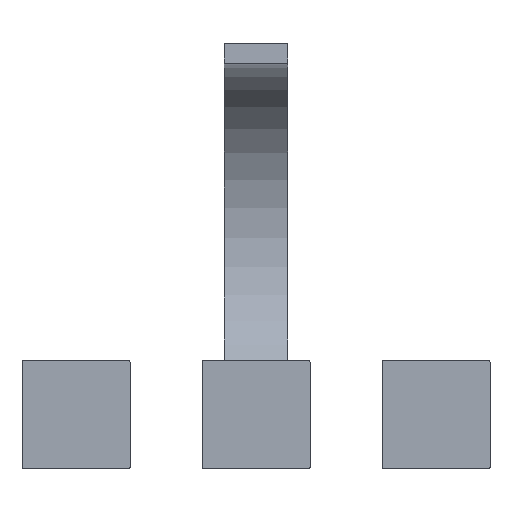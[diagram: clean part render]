
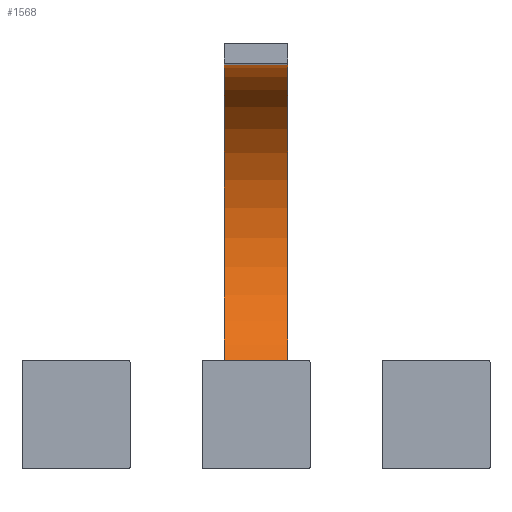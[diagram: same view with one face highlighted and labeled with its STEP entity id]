
A CAD part, front view. The second image highlights one B-rep face of the part: STEP entity #1568.
In plain terms, the highlighted cylindrical face has radius 94.5 mm (diameter 189 mm), a partial arc.
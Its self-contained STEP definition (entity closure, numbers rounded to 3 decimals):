
#43 = CYLINDRICAL_SURFACE ( 'NONE', #690, 94.5 ) ;
#69 = FACE_OUTER_BOUND ( 'NONE', #2373, .T. ) ;
#99 = VERTEX_POINT ( 'NONE', #818 ) ;
#269 = ORIENTED_EDGE ( 'NONE', *, *, #2514, .F. ) ;
#336 = CARTESIAN_POINT ( 'NONE',  ( -17.5, 210.798, 194.442 ) ) ;
#419 = AXIS2_PLACEMENT_3D ( 'NONE', #2639, #2592, #2607 ) ;
#622 = DIRECTION ( 'NONE',  ( 1., 0., 0. ) ) ;
#638 = CARTESIAN_POINT ( 'NONE',  ( -17.5, 210.798, 194.442 ) ) ;
#645 = VERTEX_POINT ( 'NONE', #2568 ) ;
#690 = AXIS2_PLACEMENT_3D ( 'NONE', #2219, #1018, #2030 ) ;
#766 = CIRCLE ( 'NONE', #2226, 94.5 ) ;
#818 = CARTESIAN_POINT ( 'NONE',  ( 17.5, 210.798, 194.442 ) ) ;
#836 = DIRECTION ( 'NONE',  ( 1., 0., 0. ) ) ;
#839 = DIRECTION ( 'NONE',  ( 0., 0., -1. ) ) ;
#848 = ORIENTED_EDGE ( 'NONE', *, *, #2174, .T. ) ;
#898 = CARTESIAN_POINT ( 'NONE',  ( -17.5, 207.5, 100. ) ) ;
#952 = VERTEX_POINT ( 'NONE', #638 ) ;
#1018 = DIRECTION ( 'NONE',  ( 1., 0., 0. ) ) ;
#1035 = CARTESIAN_POINT ( 'NONE',  ( -17.5, 207.5, 5.5 ) ) ;
#1045 = CIRCLE ( 'NONE', #419, 94.5 ) ;
#1120 = CARTESIAN_POINT ( 'NONE',  ( -17.5, 207.5, 5.5 ) ) ;
#1150 = ORIENTED_EDGE ( 'NONE', *, *, #2312, .T. ) ;
#1239 = DIRECTION ( 'NONE',  ( 1., 0., 0. ) ) ;
#1318 = VECTOR ( 'NONE', #1239, 1000. ) ;
#1376 = LINE ( 'NONE', #1120, #1318 ) ;
#1568 = ADVANCED_FACE ( 'NONE', ( #69 ), #43, .F. ) ;
#1598 = ORIENTED_EDGE ( 'NONE', *, *, #1656, .F. ) ;
#1656 = EDGE_CURVE ( 'NONE', #952, #99, #2673, .T. ) ;
#2030 = DIRECTION ( 'NONE',  ( 0., 0., -1. ) ) ;
#2174 = EDGE_CURVE ( 'NONE', #2531, #645, #1376, .T. ) ;
#2219 = CARTESIAN_POINT ( 'NONE',  ( 0., 207.5, 100. ) ) ;
#2226 = AXIS2_PLACEMENT_3D ( 'NONE', #898, #836, #839 ) ;
#2312 = EDGE_CURVE ( 'NONE', #645, #99, #1045, .T. ) ;
#2373 = EDGE_LOOP ( 'NONE', ( #848, #1150, #1598, #269 ) ) ;
#2514 = EDGE_CURVE ( 'NONE', #2531, #952, #766, .T. ) ;
#2531 = VERTEX_POINT ( 'NONE', #1035 ) ;
#2568 = CARTESIAN_POINT ( 'NONE',  ( 17.5, 207.5, 5.5 ) ) ;
#2592 = DIRECTION ( 'NONE',  ( 1., 0., 0. ) ) ;
#2607 = DIRECTION ( 'NONE',  ( 0., 0., -1. ) ) ;
#2639 = CARTESIAN_POINT ( 'NONE',  ( 17.5, 207.5, 100. ) ) ;
#2669 = VECTOR ( 'NONE', #622, 1000. ) ;
#2673 = LINE ( 'NONE', #336, #2669 ) ;
